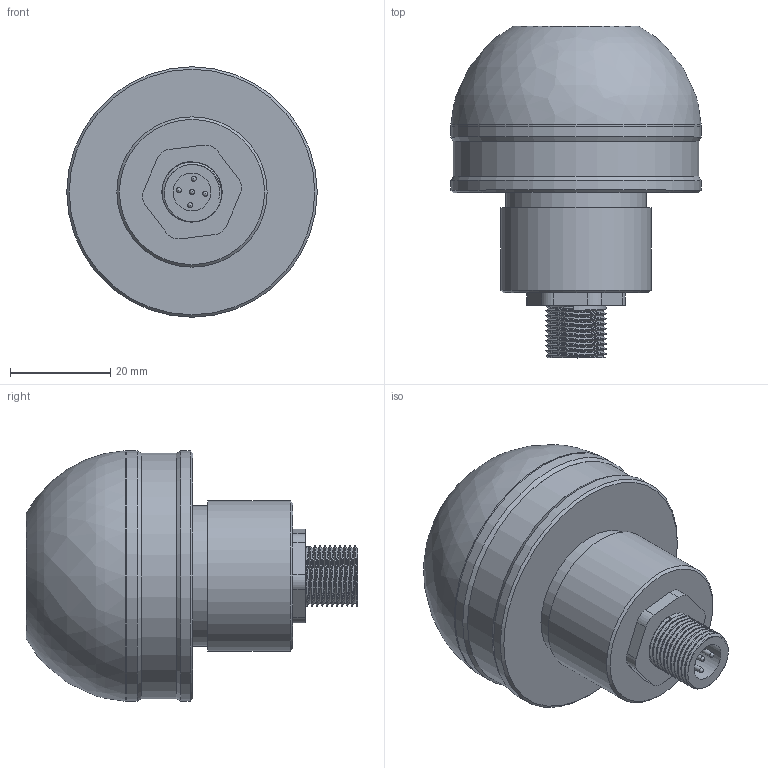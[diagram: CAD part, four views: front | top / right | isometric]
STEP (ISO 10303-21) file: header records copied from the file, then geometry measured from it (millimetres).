
FILE_DESCRIPTION(/* description */ (''),/* implementation_level */ '2;1');
FILE_NAME(/* name */ 'SBP-RGB-R50D-B5.stp',/* time_stamp */ '2020-05-26T11:26:29+02:00',/* author */ ('S. Sandt'),/* organization */ ('di-soric GmbH & Co. KG'),/* preprocessor_version */ 'ST-DEVELOPER v18',/* originating_system */ 'Autodesk Inventor 2020',/* authorisation */ '');
FILE_SCHEMA (('AUTOMOTIVE_DESIGN { 1 0 10303 214 3 1 1 }'));
Length unit declared in the file: millimetre
Products named in the file (4): SBP-RGB--R50D; Gehäuse VOLLMATERIAL SBP-RGB V_003; Stecker VOLLMATERIAL; runde Kappe PC VOLLMATERIAL
Assembly tree (3 placements, depth 2):
  SBP-RGB--R50D
    Gehäuse VOLLMATERIAL SBP-RGB V_003
    Stecker VOLLMATERIAL
    runde Kappe PC VOLLMATERIAL
Bounding box: 50 x 66.25 x 50 mm (x, y, z)
Volume: 69553.6 mm3; surface area: 15528.7 mm2
Topology: 3 solids, 3 shells, 78 faces, 200 edges, 136 vertices
Faces by surface type: cylinder 44, plane 21, sphere 5, cone 4, bspline 4
Full cylindrical faces by diameter (mm): 1 x5, 7.582 x1, 11 x10, 12 x10, 14.75 x2, 28 x1, 30 x1, 49 x1, 50 x3
Entity records: 12214 total; most frequent: CARTESIAN_POINT 10204, ORIENTED_EDGE 390, DIRECTION 382, EDGE_CURVE 195, AXIS2_PLACEMENT_3D 156, VERTEX_POINT 136, EDGE_LOOP 91, FACE_OUTER_BOUND 78
